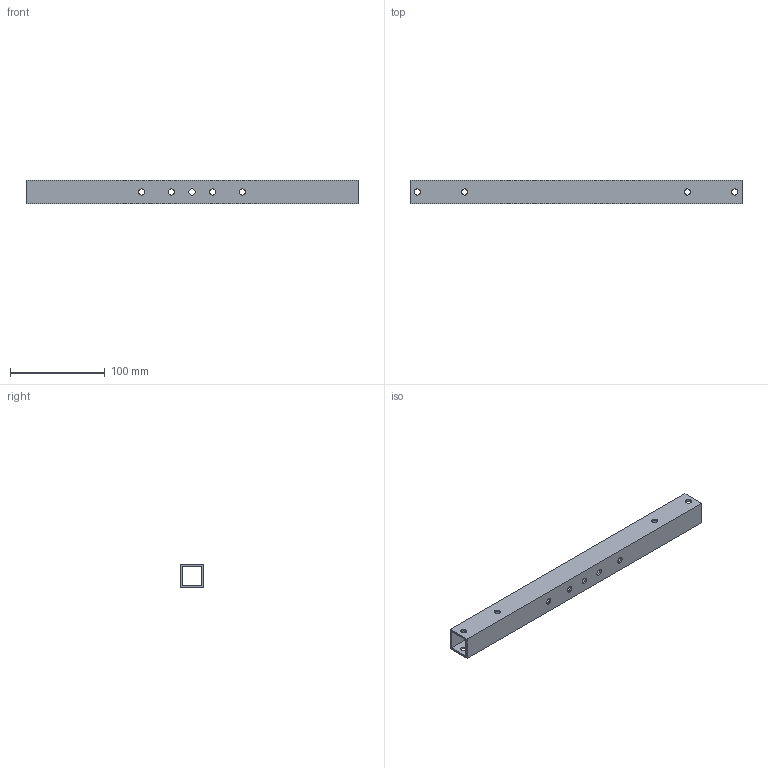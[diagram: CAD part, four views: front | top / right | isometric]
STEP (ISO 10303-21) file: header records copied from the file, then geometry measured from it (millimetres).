
FILE_DESCRIPTION(('FreeCAD Model'),'2;1');
FILE_NAME('Open CASCADE Shape Model','2025-09-13T17:20:13',(''),(''), 'Open CASCADE STEP processor 7.6','FreeCAD','Unknown');
FILE_SCHEMA(('AUTOMOTIVE_DESIGN { 1 0 10303 214 1 1 1 1 }'));
Length unit declared in the file: millimetre
Products named in the file (1): T101
Bounding box: 350 x 25 x 25 mm (x, y, z)
Volume: 63177.5 mm3; surface area: 64346.5 mm2
Topology: 1 solids, 1 shells, 98 faces, 270 edges, 180 vertices
Faces by surface type: plane 44, extrusion 36, cylinder 18
Full cylindrical faces by diameter (mm): 6.5 x18
Entity records: 3248 total; most frequent: CARTESIAN_POINT 765, ORIENTED_EDGE 540, DIRECTION 396, EDGE_CURVE 270, VECTOR 198, VERTEX_POINT 180, LINE 162, FACE_BOUND 142
